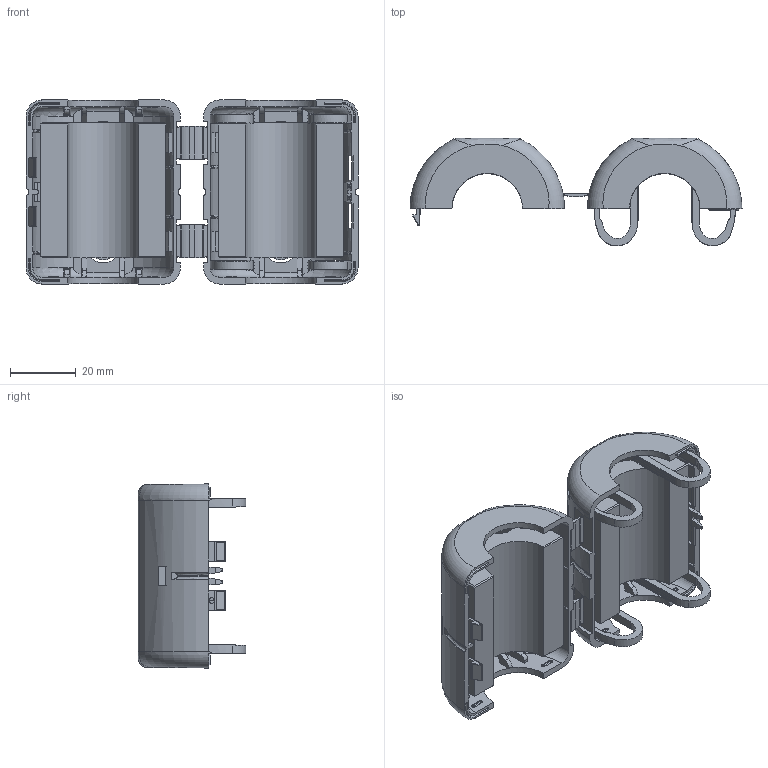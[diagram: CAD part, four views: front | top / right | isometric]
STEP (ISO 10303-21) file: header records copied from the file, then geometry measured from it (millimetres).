
FILE_DESCRIPTION(/* description */ ('Unknown'),/* implementation_level */ '2;1');
FILE_NAME(/* name */ '74272211_open',/* time_stamp */ '2023-08-21T14:49:54+02:00',/* author */ ('Unknown'),/* organization */ ('Unknown'),/* preprocessor_version */ 'ST-DEVELOPER v16.7',/* originating_system */ 'Solid Edge',/* authorisation */ 'Unknown');
FILE_SCHEMA (('AUTOMOTIVE_DESIGN {1 0 10303 214 3 1 1}'));
Length unit declared in the file: millimetre
Products named in the file (3): 74272211_open; 20200131_X-7427x211_Rev1_Ind03; 742 7221C
Assembly tree (3 placements, depth 2):
  74272211_open
    20200131_X-7427x211_Rev1_Ind03
    742 7221C  x2
Bounding box: 101 x 32.76 x 56 mm (x, y, z)
Volume: 55676 mm3; surface area: 35172.2 mm2
Topology: 3 solids, 3 shells, 1612 faces, 4464 edges, 2887 vertices
Faces by surface type: plane 1026, cylinder 290, bspline 120, torus 84, cone 74, sphere 18
Full cylindrical faces by diameter (mm): 0.253 x2, 0.78 x5, 1.7 x1, 2.5 x4, 3 x2, 4 x4
Entity records: 57767 total; most frequent: CARTESIAN_POINT 18908, ORIENTED_EDGE 8508, DIRECTION 7446, EDGE_CURVE 4254, LINE 2890, VECTOR 2890, VERTEX_POINT 2785, AXIS2_PLACEMENT_3D 2278
